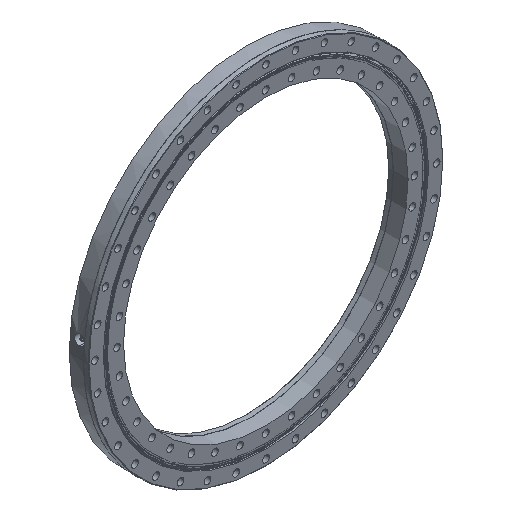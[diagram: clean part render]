
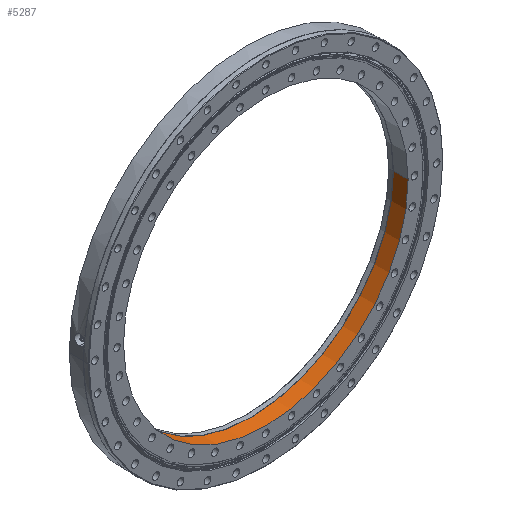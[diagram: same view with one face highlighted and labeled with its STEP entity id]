
A CAD part, isometric view. The second image highlights one B-rep face of the part: STEP entity #5287.
In plain terms, the highlighted cylindrical face has radius 289.5 mm (diameter 579 mm), a partial arc.
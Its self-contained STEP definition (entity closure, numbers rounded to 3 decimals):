
#5 = ORIENTED_EDGE ( 'NONE', *, *, #6103, .F. ) ;
#190 = VERTEX_POINT ( 'NONE', #8376 ) ;
#480 = VERTEX_POINT ( 'NONE', #3564 ) ;
#482 = ORIENTED_EDGE ( 'NONE', *, *, #7545, .T. ) ;
#834 = VECTOR ( 'NONE', #1328, 1000. ) ;
#1328 = DIRECTION ( 'NONE',  ( 0., 1., 0. ) ) ;
#1504 = CIRCLE ( 'NONE', #2338, 289.5 ) ;
#1592 = VECTOR ( 'NONE', #1907, 1000. ) ;
#1907 = DIRECTION ( 'NONE',  ( 0., 1., 0. ) ) ;
#1962 = CARTESIAN_POINT ( 'NONE',  ( 289.5, 68.082, 0. ) ) ;
#2025 = CYLINDRICAL_SURFACE ( 'NONE', #3585, 289.5 ) ;
#2218 = CARTESIAN_POINT ( 'NONE',  ( -289.5, -19.8, 0. ) ) ;
#2338 = AXIS2_PLACEMENT_3D ( 'NONE', #8787, #8750, #8715 ) ;
#2920 = LINE ( 'NONE', #1962, #834 ) ;
#3229 = DIRECTION ( 'NONE',  ( 0., 1., 0. ) ) ;
#3555 = CARTESIAN_POINT ( 'NONE',  ( 0., 68.082, 0. ) ) ;
#3564 = CARTESIAN_POINT ( 'NONE',  ( -289.5, 10., 0. ) ) ;
#3585 = AXIS2_PLACEMENT_3D ( 'NONE', #3555, #3229, #3741 ) ;
#3688 = CARTESIAN_POINT ( 'NONE',  ( 0., -19.8, 0. ) ) ;
#3701 = LINE ( 'NONE', #3932, #1592 ) ;
#3741 = DIRECTION ( 'NONE',  ( -1., 0., 0. ) ) ;
#3932 = CARTESIAN_POINT ( 'NONE',  ( -289.5, 68.082, 0. ) ) ;
#4108 = CIRCLE ( 'NONE', #6091, 289.5 ) ;
#4465 = DIRECTION ( 'NONE',  ( -1., 0., 0. ) ) ;
#4855 = ORIENTED_EDGE ( 'NONE', *, *, #9082, .T. ) ;
#5045 = CARTESIAN_POINT ( 'NONE',  ( 289.5, -19.8, 0. ) ) ;
#5287 = ADVANCED_FACE ( 'NONE', ( #6148 ), #2025, .F. ) ;
#5345 = EDGE_LOOP ( 'NONE', ( #9457, #4855, #482, #5 ) ) ;
#5873 = VERTEX_POINT ( 'NONE', #2218 ) ;
#6091 = AXIS2_PLACEMENT_3D ( 'NONE', #3688, #9103, #4465 ) ;
#6103 = EDGE_CURVE ( 'NONE', #5873, #480, #3701, .T. ) ;
#6148 = FACE_OUTER_BOUND ( 'NONE', #5345, .T. ) ;
#7545 = EDGE_CURVE ( 'NONE', #190, #480, #1504, .T. ) ;
#8376 = CARTESIAN_POINT ( 'NONE',  ( 289.5, 10., 0. ) ) ;
#8419 = VERTEX_POINT ( 'NONE', #5045 ) ;
#8715 = DIRECTION ( 'NONE',  ( -1., 0., 0. ) ) ;
#8750 = DIRECTION ( 'NONE',  ( 0., 1., 0. ) ) ;
#8787 = CARTESIAN_POINT ( 'NONE',  ( 0., 10., 0. ) ) ;
#9082 = EDGE_CURVE ( 'NONE', #8419, #190, #2920, .T. ) ;
#9103 = DIRECTION ( 'NONE',  ( 0., 1., 0. ) ) ;
#9457 = ORIENTED_EDGE ( 'NONE', *, *, #9954, .F. ) ;
#9954 = EDGE_CURVE ( 'NONE', #8419, #5873, #4108, .T. ) ;
